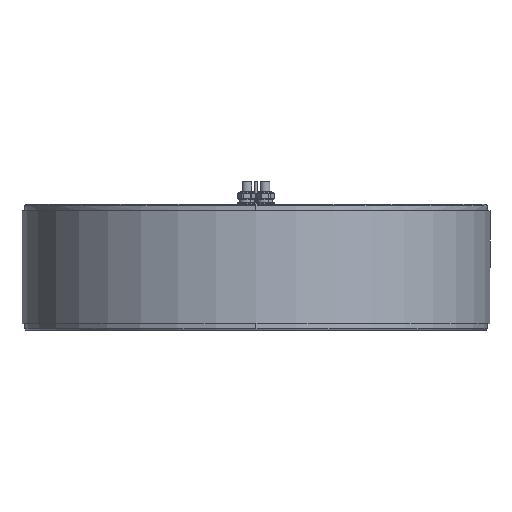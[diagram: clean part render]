
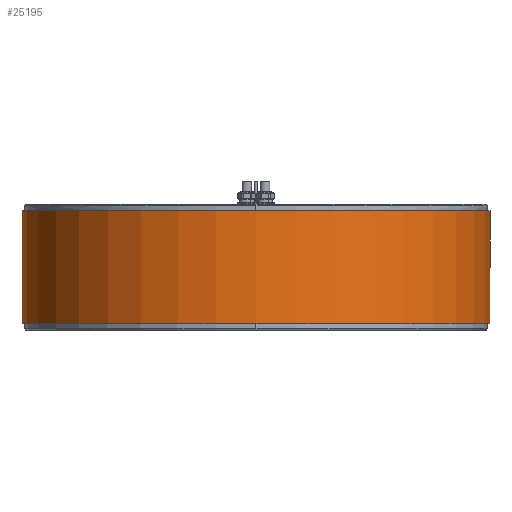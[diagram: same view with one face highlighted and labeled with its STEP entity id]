
A CAD part, front view. The second image highlights one B-rep face of the part: STEP entity #25195.
In plain terms, the highlighted cylindrical face has radius 521 mm (diameter 1042 mm), a partial arc.
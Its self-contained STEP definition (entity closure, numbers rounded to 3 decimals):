
#6877=CARTESIAN_POINT('',(0.,0.,-14.6));
#6878=DIRECTION('',(0.,0.,1.));
#6879=DIRECTION('',(-0.066,0.998,0.));
#6880=AXIS2_PLACEMENT_3D('',#6877,#6878,#6879);
#6882=DIRECTION('',(0.,0.,1.));
#6883=VECTOR('',#6882,250.8);
#6884=CARTESIAN_POINT('',(34.5,519.856,-265.4));
#6885=LINE('',#6884,#6883);
#6886=CARTESIAN_POINT('',(0.,0.,-265.4));
#6887=DIRECTION('',(0.,0.,-1.));
#6888=DIRECTION('',(0.066,0.998,0.));
#6889=AXIS2_PLACEMENT_3D('',#6886,#6887,#6888);
#6891=DIRECTION('',(0.,0.,1.));
#6892=VECTOR('',#6891,250.8);
#6893=CARTESIAN_POINT('',(-34.5,519.856,-265.4));
#6894=LINE('',#6893,#6892);
#12000=CARTESIAN_POINT('',(-34.5,519.856,-265.4));
#12001=CARTESIAN_POINT('',(34.5,519.856,-265.4));
#12002=VERTEX_POINT('',#12000);
#12003=VERTEX_POINT('',#12001);
#12004=CARTESIAN_POINT('',(-34.5,519.856,-14.6));
#12005=CARTESIAN_POINT('',(34.5,519.856,-14.6));
#12006=VERTEX_POINT('',#12004);
#12007=VERTEX_POINT('',#12005);
#25184=CARTESIAN_POINT('',(0.,0.,-2.06));
#25185=DIRECTION('',(0.,0.,-1.));
#25186=DIRECTION('',(1.,0.,0.));
#25187=AXIS2_PLACEMENT_3D('',#25184,#25185,#25186);
#25188=CYLINDRICAL_SURFACE('',#25187,521.);
#25189=ORIENTED_EDGE('',*,*,#25133,.T.);
#25190=ORIENTED_EDGE('',*,*,#25149,.F.);
#25191=ORIENTED_EDGE('',*,*,#25173,.T.);
#25192=ORIENTED_EDGE('',*,*,#25152,.T.);
#25193=EDGE_LOOP('',(#25189,#25190,#25191,#25192));
#25194=FACE_OUTER_BOUND('',#25193,.F.);
#25195=ADVANCED_FACE('',(#25194),#25188,.T.);
#6881=CIRCLE('',#6880,521.);
#6890=CIRCLE('',#6889,521.);
#25133=EDGE_CURVE('',#12006,#12007,#6881,.T.);
#25149=EDGE_CURVE('',#12003,#12007,#6885,.T.);
#25152=EDGE_CURVE('',#12002,#12006,#6894,.T.);
#25173=EDGE_CURVE('',#12003,#12002,#6890,.T.);
